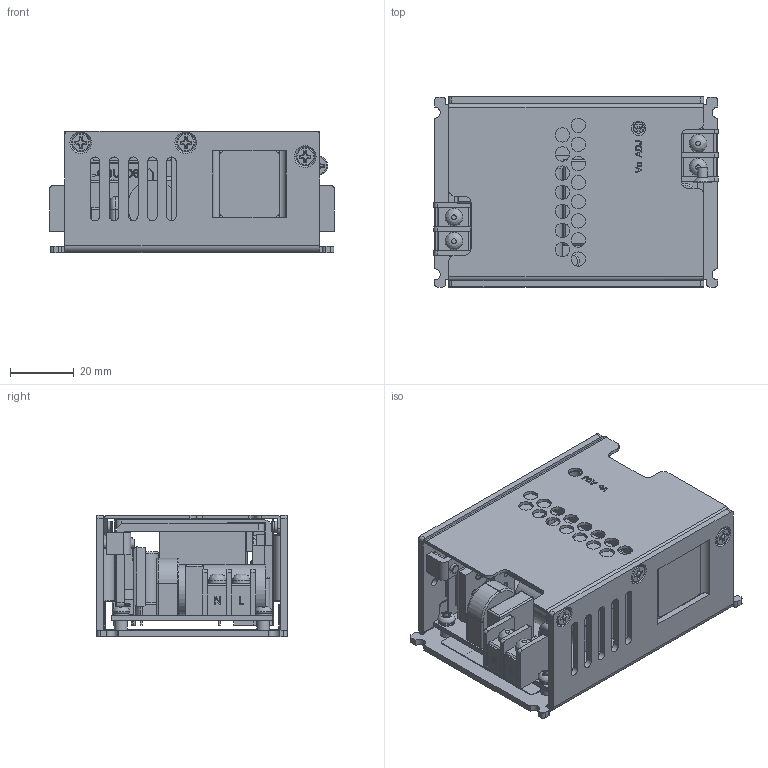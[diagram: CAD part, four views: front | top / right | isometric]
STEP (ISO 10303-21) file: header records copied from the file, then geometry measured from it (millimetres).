
FILE_DESCRIPTION(/* description */ (''),/* implementation_level */ '2;1');
FILE_NAME(/* name */ 'ASSEMBLY - TRACO 1.stp',/* time_stamp */ '2015-08-27T05:14:21+08:00',/* author */ ('Administrator'),/* organization */ (''),/* preprocessor_version */ 'ST-DEVELOPER v15.2',/* originating_system */ 'Autodesk Inventor 2014',/* authorisation */ '');
FILE_SCHEMA (('AUTOMOTIVE_DESIGN { 1 0 10303 214 3 1 1 }'));
Length unit declared in the file: millimetre
Products named in the file (35): BOT CASE - TRACO; M3 x 5 mm; MYLAR - BOT CASE; PCB; BD1; HEATSINK - X1; TO-220FP; HEATSINK - X2; TO-220FP_1; TO-220FP_2; VR; INLET 9 mm; INLET 9 mm_1; INLET - IN; INLET 9 mm_2; INLET 9 mm_3; INLET - OUT; MYLAR - X1_EC102 - F101_CY101; R380MSZA6004; Y -- C; SILICON 1; QC PASS; MYLAR - X1 HS; MYLAR - X2 HS; L HEATSINK - L19_W7_H7R5 mm; SCREW PH M3 x 10 mm; SCREW PH M3 x 6 mm; SILICON - 40 X 30 X R3 mm; TOP COVER; SCREW PH M3 x 5 mm; SCREW CH M3_6mm; LABEL _ SZA60E-24S; ASSEMBLY - TRACO 1
Bounding box: 89.2 x 59.7 x 38 mm (x, y, z)
Volume: 78210.4 mm3; surface area: 91617.6 mm2
Topology: 48 solids, 49 shells, 2042 faces, 5229 edges, 3392 vertices
Faces by surface type: plane 1101, cylinder 451, bspline 306, cone 92, torus 92
Full cylindrical faces by diameter (mm): 0.45 x3, 0.5 x1, 0.6 x2, 1.85 x2, 2.459 x23, 3 x12, 3.2 x13, 3.5 x5, 4 x8, 4.5 x16, 5 x1, 5.225 x1, 5.295 x1, 5.5 x4, 5.8 x8, 7.432 x1, 7.544 x1, 8 x1, 10 x1, 16 x1
Entity records: 54093 total; most frequent: CARTESIAN_POINT 13281, ORIENTED_EDGE 8418, DIRECTION 7306, EDGE_CURVE 4207, VERTEX_POINT 2831, LINE 2754, VECTOR 2754, AXIS2_PLACEMENT_3D 2276
